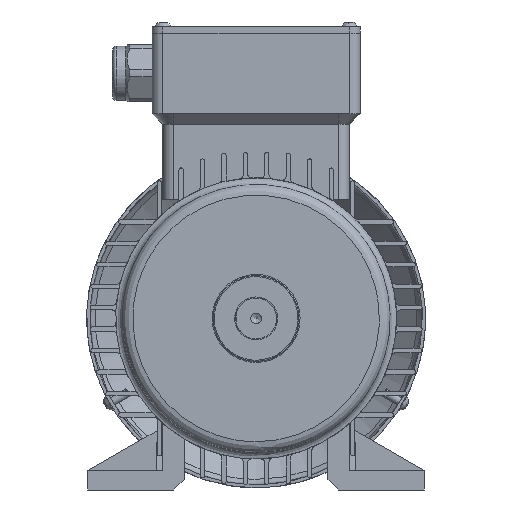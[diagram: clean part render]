
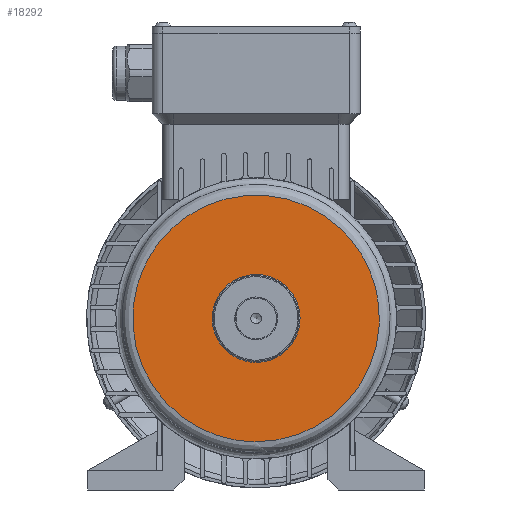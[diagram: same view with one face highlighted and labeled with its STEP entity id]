
A CAD part, front view. The second image highlights one B-rep face of the part: STEP entity #18292.
In plain terms, the highlighted free-form (B-spline) face has degree [1, 1] with [2, 2] control points.
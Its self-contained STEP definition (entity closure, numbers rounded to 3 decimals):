
#18292 = ADVANCED_FACE('',(#18293,#18307),#18321,.T.);
#18293 = FACE_BOUND('',#18294,.T.);
#18294 = EDGE_LOOP('',(#18295));
#18295 = ORIENTED_EDGE('',*,*,#18296,.F.);
#18296 = EDGE_CURVE('',#18297,#18297,#18299,.T.);
#18297 = VERTEX_POINT('',#18298);
#18298 = CARTESIAN_POINT('',(-104.835,-184.72,
    33.262));
#18299 = ( BOUNDED_CURVE() B_SPLINE_CURVE(2,(#18300,#18301,#18302,#18303
    ,#18304,#18305,#18306),.UNSPECIFIED.,.T.,.F.) 
B_SPLINE_CURVE_WITH_KNOTS((1,2,2,2,2,1),(-2.094,0.,
    2.094,4.189,6.283,8.378),
.UNSPECIFIED.) CURVE() GEOMETRIC_REPRESENTATION_ITEM() 
RATIONAL_B_SPLINE_CURVE((1.,0.5,1.,0.5,1.,0.5,1.)) REPRESENTATION_ITEM(
  '') );
#18300 = CARTESIAN_POINT('',(-104.835,-184.72,
    33.262));
#18301 = CARTESIAN_POINT('',(-66.036,-184.72,
    33.262));
#18302 = CARTESIAN_POINT('',(-85.435,-184.72,
    66.862));
#18303 = CARTESIAN_POINT('',(-104.835,-184.72,
    100.463));
#18304 = CARTESIAN_POINT('',(-124.234,-184.72,
    66.862));
#18305 = CARTESIAN_POINT('',(-143.633,-184.72,
    33.262));
#18306 = CARTESIAN_POINT('',(-104.835,-184.72,
    33.262));
#18307 = FACE_BOUND('',#18308,.T.);
#18308 = EDGE_LOOP('',(#18309));
#18309 = ORIENTED_EDGE('',*,*,#18310,.T.);
#18310 = EDGE_CURVE('',#18311,#18311,#18313,.T.);
#18311 = VERTEX_POINT('',#18312);
#18312 = CARTESIAN_POINT('',(-104.835,-184.72,
    -7.169));
#18313 = ( BOUNDED_CURVE() B_SPLINE_CURVE(2,(#18314,#18315,#18316,#18317
    ,#18318,#18319,#18320),.UNSPECIFIED.,.T.,.F.) 
B_SPLINE_CURVE_WITH_KNOTS((1,2,2,2,2,1),(-2.094,0.,
    2.094,4.189,6.283,8.378),
.UNSPECIFIED.) CURVE() GEOMETRIC_REPRESENTATION_ITEM() 
RATIONAL_B_SPLINE_CURVE((1.,0.5,1.,0.5,1.,0.5,1.)) REPRESENTATION_ITEM(
  '') );
#18314 = CARTESIAN_POINT('',(-104.835,-184.72,
    -7.169));
#18315 = CARTESIAN_POINT('',(3.991,-184.72,
    -7.169));
#18316 = CARTESIAN_POINT('',(-50.422,-184.72,
    87.077));
#18317 = CARTESIAN_POINT('',(-104.835,-184.72,
    181.323));
#18318 = CARTESIAN_POINT('',(-159.247,-184.72,
    87.077));
#18319 = CARTESIAN_POINT('',(-213.66,-184.72,
    -7.169));
#18320 = CARTESIAN_POINT('',(-104.835,-184.72,
    -7.169));
#18321 = B_SPLINE_SURFACE_WITH_KNOTS('',1,1,(
    (#18322,#18323)
    ,(#18324,#18325
  )),.UNSPECIFIED.,.F.,.F.,.F.,(2,2),(2,2),(-57.5,57.5),(-57.5,57.5),
  .PIECEWISE_BEZIER_KNOTS.);
#18322 = CARTESIAN_POINT('',(-167.665,-184.72,
    -7.169));
#18323 = CARTESIAN_POINT('',(-167.665,-184.72,
    118.493));
#18324 = CARTESIAN_POINT('',(-42.004,-184.72,
    -7.169));
#18325 = CARTESIAN_POINT('',(-42.004,-184.72,
    118.493));
